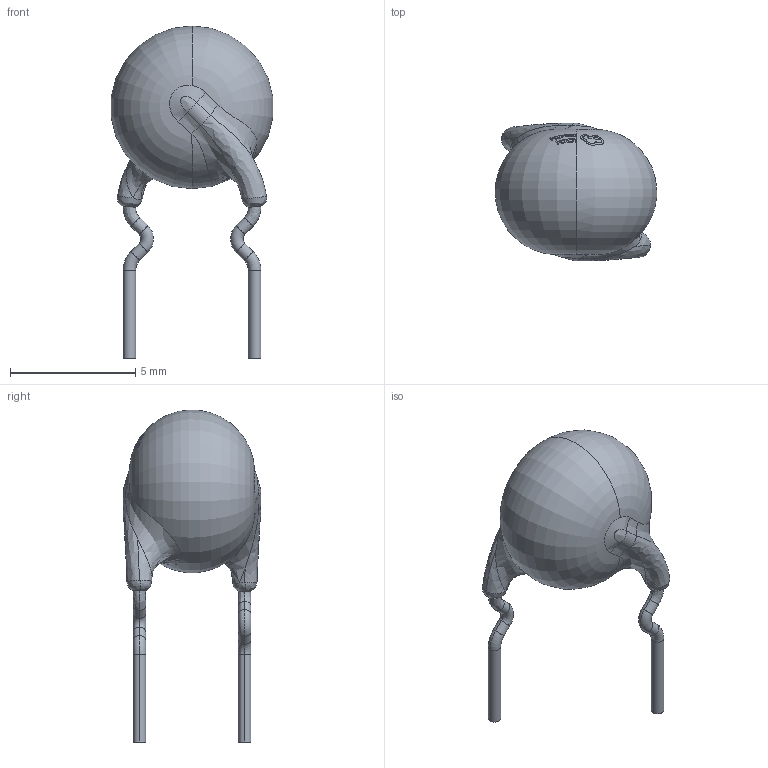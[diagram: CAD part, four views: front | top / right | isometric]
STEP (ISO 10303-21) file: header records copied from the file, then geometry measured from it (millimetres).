
FILE_DESCRIPTION (( 'STEP AP214' ), '1' );
FILE_NAME ('RES-TH_L6.5-W5.5-H10.0-P5.00-D0.6-S4.2.step', '2022-07-28T10:09:34', ( '' ), ( '' ), 'SwSTEP 2.0', 'SolidWorks 2020', '' );
FILE_SCHEMA (( 'AUTOMOTIVE_DESIGN' ));
Length unit declared in the file: millimetre
Products named in the file (1): RES-TH_L6.5-W5.5-H10.0-P5.00-D0.6-S4.2
Bounding box: 6.45 x 5.5 x 13.25 mm (x, y, z)
Volume: 130.1 mm3; surface area: 154.8 mm2
Topology: 1 solids, 1 shells, 280 faces, 751 edges, 490 vertices
Faces by surface type: bspline 126, plane 109, torus 31, cylinder 14
Entity records: 17102 total; most frequent: CARTESIAN_POINT 8291, ORIENTED_EDGE 1502, EDGE_CURVE 751, DIRECTION 643, VERTEX_POINT 490, B_SPLINE_CURVE_WITH_KNOTS 476, EDGE_LOOP 297, UNCERTAINTY_MEASURE_WITH_UNIT 283
